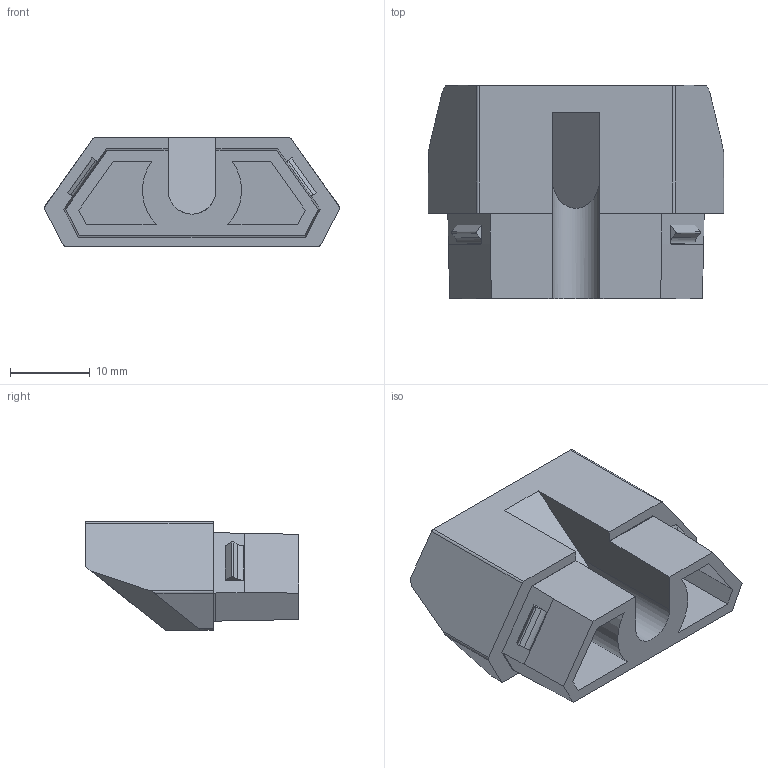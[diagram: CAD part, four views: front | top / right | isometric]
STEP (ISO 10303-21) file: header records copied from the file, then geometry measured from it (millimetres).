
FILE_DESCRIPTION(/* description */ (''),/* implementation_level */ '2;1');
FILE_NAME(/* name */ 'Cable Entry Cap - Open Inlet (by AdamV3D).step',/* time_stamp */ '2024-04-19T20:07:27+02:00',/* author */ (''),/* organization */ (''),/* preprocessor_version */ 'ST-DEVELOPER v20',/* originating_system */ 'Autodesk Translation Framework v12.20.1.177',/* authorisation */ '');
FILE_SCHEMA (('AUTOMOTIVE_DESIGN { 1 0 10303 214 3 1 1 }'));
Length unit declared in the file: millimetre
Products named in the file (1): V3D Cable Entry Cap (Open,inlet)
Bounding box: 36.95 x 26.67 x 13.6 mm (x, y, z)
Volume: 6974.1 mm3; surface area: 3626.2 mm2
Topology: 1 solids, 1 shells, 60 faces, 160 edges, 106 vertices
Faces by surface type: plane 47, cylinder 13
Entity records: 1887 total; most frequent: CARTESIAN_POINT 327, ORIENTED_EDGE 320, DIRECTION 308, EDGE_CURVE 160, LINE 134, VECTOR 134, VERTEX_POINT 106, AXIS2_PLACEMENT_3D 87
